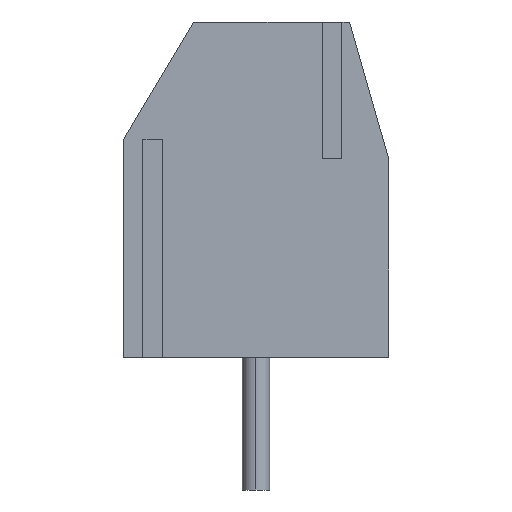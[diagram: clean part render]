
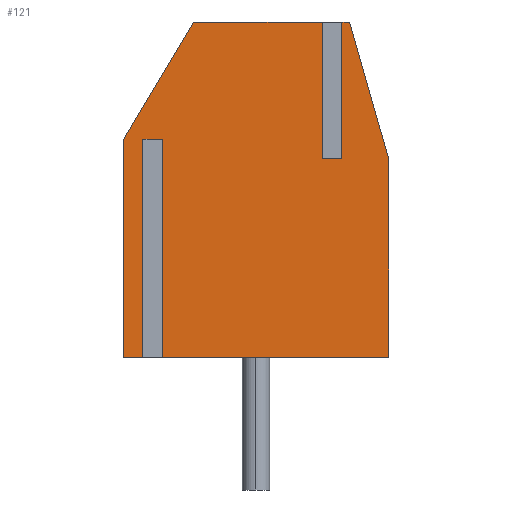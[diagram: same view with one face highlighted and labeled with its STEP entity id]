
A CAD part, left-side view. The second image highlights one B-rep face of the part: STEP entity #121.
In plain terms, the highlighted planar face has unit normal (-1, 0, 0).
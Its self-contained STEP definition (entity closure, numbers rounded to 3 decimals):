
#13 = VERTEX_POINT ( 'NONE', #1230 ) ;
#24 = LINE ( 'NONE', #987, #1275 ) ;
#29 = CARTESIAN_POINT ( 'NONE',  ( -3.5, 2.4, 5.6 ) ) ;
#121 = ADVANCED_FACE ( 'NONE', ( #1579 ), #2546, .T. ) ;
#133 = EDGE_CURVE ( 'NONE', #335, #1706, #3153, .T. ) ;
#145 = VERTEX_POINT ( 'NONE', #2665 ) ;
#190 = CARTESIAN_POINT ( 'NONE',  ( -3.5, -2.2, 5.1 ) ) ;
#198 = LINE ( 'NONE', #1160, #1336 ) ;
#245 = DIRECTION ( 'NONE',  ( 0., 1., 0. ) ) ;
#256 = VECTOR ( 'NONE', #1379, 1000. ) ;
#264 = DIRECTION ( 'NONE',  ( 0., 0., -1. ) ) ;
#312 = VECTOR ( 'NONE', #2453, 1000. ) ;
#335 = VERTEX_POINT ( 'NONE', #710 ) ;
#345 = VERTEX_POINT ( 'NONE', #1674 ) ;
#346 = VERTEX_POINT ( 'NONE', #2640 ) ;
#389 = LINE ( 'NONE', #1360, #754 ) ;
#414 = CARTESIAN_POINT ( 'NONE',  ( -3.5, 3.4, 5.6 ) ) ;
#448 = CARTESIAN_POINT ( 'NONE',  ( -3.5, 3.4, 5.6 ) ) ;
#458 = EDGE_CURVE ( 'NONE', #145, #1954, #521, .T. ) ;
#491 = CARTESIAN_POINT ( 'NONE',  ( -3.5, -3.4, 5.1 ) ) ;
#503 = ORIENTED_EDGE ( 'NONE', *, *, #3033, .F. ) ;
#521 = LINE ( 'NONE', #1474, #312 ) ;
#547 = EDGE_CURVE ( 'NONE', #1431, #335, #1440, .T. ) ;
#564 = VECTOR ( 'NONE', #264, 1000. ) ;
#570 = VECTOR ( 'NONE', #2605, 1000. ) ;
#587 = CARTESIAN_POINT ( 'NONE',  ( -3.5, -3.4, 0. ) ) ;
#669 = LINE ( 'NONE', #1640, #570 ) ;
#710 = CARTESIAN_POINT ( 'NONE',  ( -3.5, 3.4, 0. ) ) ;
#723 = ORIENTED_EDGE ( 'NONE', *, *, #458, .F. ) ;
#728 = EDGE_CURVE ( 'NONE', #1706, #346, #2587, .T. ) ;
#734 = ORIENTED_EDGE ( 'NONE', *, *, #2553, .F. ) ;
#743 = ORIENTED_EDGE ( 'NONE', *, *, #772, .F. ) ;
#754 = VECTOR ( 'NONE', #2339, 1000. ) ;
#772 = EDGE_CURVE ( 'NONE', #2260, #145, #669, .T. ) ;
#813 = CARTESIAN_POINT ( 'NONE',  ( -3.5, -2.2, 5.1 ) ) ;
#857 = ORIENTED_EDGE ( 'NONE', *, *, #2521, .T. ) ;
#871 = VECTOR ( 'NONE', #245, 1000. ) ;
#875 = DIRECTION ( 'NONE',  ( 0., 0., 1. ) ) ;
#881 = LINE ( 'NONE', #1864, #3020 ) ;
#948 = VERTEX_POINT ( 'NONE', #1853 ) ;
#954 = VECTOR ( 'NONE', #1789, 1000. ) ;
#960 = CARTESIAN_POINT ( 'NONE',  ( -3.5, 3.4, 0. ) ) ;
#983 = ORIENTED_EDGE ( 'NONE', *, *, #133, .F. ) ;
#987 = CARTESIAN_POINT ( 'NONE',  ( -3.5, 1.6, 8.6 ) ) ;
#995 = CARTESIAN_POINT ( 'NONE',  ( -3.5, -3.4, 5.1 ) ) ;
#1069 = ORIENTED_EDGE ( 'NONE', *, *, #547, .F. ) ;
#1101 = LINE ( 'NONE', #2088, #2400 ) ;
#1160 = CARTESIAN_POINT ( 'NONE',  ( -3.5, 2.9, 5.6 ) ) ;
#1187 = EDGE_CURVE ( 'NONE', #1954, #1753, #2666, .T. ) ;
#1230 = CARTESIAN_POINT ( 'NONE',  ( -3.5, -3.4, 0. ) ) ;
#1247 = VERTEX_POINT ( 'NONE', #2448 ) ;
#1256 = VERTEX_POINT ( 'NONE', #29 ) ;
#1275 = VECTOR ( 'NONE', #1975, 1000. ) ;
#1290 = EDGE_CURVE ( 'NONE', #13, #1335, #389, .T. ) ;
#1335 = VERTEX_POINT ( 'NONE', #2860 ) ;
#1336 = VECTOR ( 'NONE', #2145, 1000. ) ;
#1360 = CARTESIAN_POINT ( 'NONE',  ( -3.5, 3.4, 0. ) ) ;
#1379 = DIRECTION ( 'NONE',  ( 0., -0.514, 0.857 ) ) ;
#1431 = VERTEX_POINT ( 'NONE', #2440 ) ;
#1440 = LINE ( 'NONE', #2423, #871 ) ;
#1444 = DIRECTION ( 'NONE',  ( 0., -0.275, -0.962 ) ) ;
#1458 = LINE ( 'NONE', #2441, #564 ) ;
#1474 = CARTESIAN_POINT ( 'NONE',  ( -3.5, 1.6, 8.6 ) ) ;
#1555 = DIRECTION ( 'NONE',  ( 0., 0., -1. ) ) ;
#1559 = ORIENTED_EDGE ( 'NONE', *, *, #3085, .T. ) ;
#1579 = FACE_OUTER_BOUND ( 'NONE', #2775, .T. ) ;
#1640 = CARTESIAN_POINT ( 'NONE',  ( -3.5, -2.2, 5.1 ) ) ;
#1674 = CARTESIAN_POINT ( 'NONE',  ( -3.5, 2.9, 5.6 ) ) ;
#1706 = VERTEX_POINT ( 'NONE', #448 ) ;
#1729 = AXIS2_PLACEMENT_3D ( 'NONE', #2100, #3067, #875 ) ;
#1753 = VERTEX_POINT ( 'NONE', #995 ) ;
#1789 = DIRECTION ( 'NONE',  ( 0., 1., 0. ) ) ;
#1853 = CARTESIAN_POINT ( 'NONE',  ( -3.5, -1.7, 5.1 ) ) ;
#1864 = CARTESIAN_POINT ( 'NONE',  ( -3.5, -1.7, 5.1 ) ) ;
#1903 = CARTESIAN_POINT ( 'NONE',  ( -3.5, -2.4, 8.6 ) ) ;
#1944 = DIRECTION ( 'NONE',  ( 0., 0., 1. ) ) ;
#1954 = VERTEX_POINT ( 'NONE', #1903 ) ;
#1975 = DIRECTION ( 'NONE',  ( 0., -1., 0. ) ) ;
#1977 = ORIENTED_EDGE ( 'NONE', *, *, #1187, .F. ) ;
#2036 = ORIENTED_EDGE ( 'NONE', *, *, #728, .F. ) ;
#2088 = CARTESIAN_POINT ( 'NONE',  ( -3.5, 2.9, 5.6 ) ) ;
#2099 = ORIENTED_EDGE ( 'NONE', *, *, #2964, .F. ) ;
#2100 = CARTESIAN_POINT ( 'NONE',  ( -3.5, 3.4, 8.6 ) ) ;
#2145 = DIRECTION ( 'NONE',  ( 0., 0., -1. ) ) ;
#2148 = EDGE_CURVE ( 'NONE', #2260, #948, #3000, .T. ) ;
#2170 = ORIENTED_EDGE ( 'NONE', *, *, #2844, .T. ) ;
#2175 = VECTOR ( 'NONE', #1444, 1000. ) ;
#2194 = ORIENTED_EDGE ( 'NONE', *, *, #2148, .T. ) ;
#2260 = VERTEX_POINT ( 'NONE', #190 ) ;
#2339 = DIRECTION ( 'NONE',  ( 0., 1., 0. ) ) ;
#2400 = VECTOR ( 'NONE', #3054, 1000. ) ;
#2423 = CARTESIAN_POINT ( 'NONE',  ( -3.5, 3.4, 0. ) ) ;
#2440 = CARTESIAN_POINT ( 'NONE',  ( -3.5, 2.9, 0. ) ) ;
#2441 = CARTESIAN_POINT ( 'NONE',  ( -3.5, 2.4, 5.6 ) ) ;
#2448 = CARTESIAN_POINT ( 'NONE',  ( -3.5, -1.7, 8.6 ) ) ;
#2453 = DIRECTION ( 'NONE',  ( 0., -1., 0. ) ) ;
#2488 = VECTOR ( 'NONE', #1944, 1000. ) ;
#2521 = EDGE_CURVE ( 'NONE', #1256, #1335, #1458, .T. ) ;
#2546 = PLANE ( 'NONE',  #1729 ) ;
#2553 = EDGE_CURVE ( 'NONE', #346, #1247, #24, .T. ) ;
#2587 = LINE ( 'NONE', #414, #256 ) ;
#2605 = DIRECTION ( 'NONE',  ( 0., 0., 1. ) ) ;
#2640 = CARTESIAN_POINT ( 'NONE',  ( -3.5, 1.6, 8.6 ) ) ;
#2665 = CARTESIAN_POINT ( 'NONE',  ( -3.5, -2.2, 8.6 ) ) ;
#2666 = LINE ( 'NONE', #491, #2175 ) ;
#2680 = ORIENTED_EDGE ( 'NONE', *, *, #1290, .F. ) ;
#2771 = LINE ( 'NONE', #587, #2913 ) ;
#2775 = EDGE_LOOP ( 'NONE', ( #723, #743, #2194, #2170, #734, #2036, #983, #1069, #503, #1559, #857, #2680, #2099, #1977 ) ) ;
#2828 = DIRECTION ( 'NONE',  ( 0., 0., 1. ) ) ;
#2844 = EDGE_CURVE ( 'NONE', #948, #1247, #881, .T. ) ;
#2860 = CARTESIAN_POINT ( 'NONE',  ( -3.5, 2.4, 0. ) ) ;
#2913 = VECTOR ( 'NONE', #1555, 1000. ) ;
#2964 = EDGE_CURVE ( 'NONE', #1753, #13, #2771, .T. ) ;
#3000 = LINE ( 'NONE', #813, #954 ) ;
#3020 = VECTOR ( 'NONE', #2828, 1000. ) ;
#3033 = EDGE_CURVE ( 'NONE', #345, #1431, #198, .T. ) ;
#3054 = DIRECTION ( 'NONE',  ( 0., -1., 0. ) ) ;
#3067 = DIRECTION ( 'NONE',  ( -1., 0., 0. ) ) ;
#3085 = EDGE_CURVE ( 'NONE', #345, #1256, #1101, .T. ) ;
#3153 = LINE ( 'NONE', #960, #2488 ) ;
